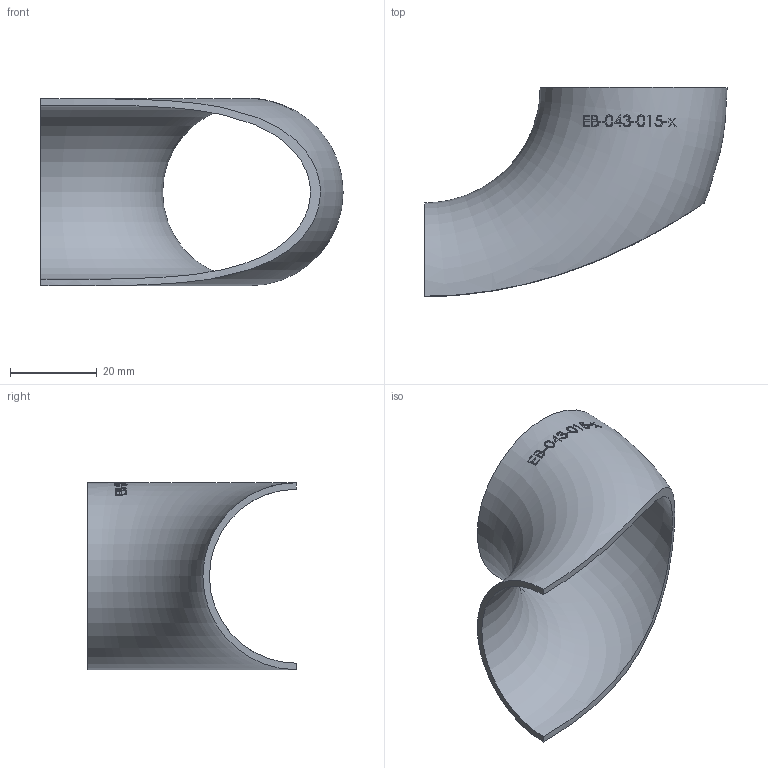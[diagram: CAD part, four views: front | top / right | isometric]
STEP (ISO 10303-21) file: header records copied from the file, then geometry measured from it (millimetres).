
FILE_DESCRIPTION (( 'STEP AP214' ), '1' );
FILE_NAME ('EB-043-015-x Einschweissbogen 1904.STEP', '2019-04-04T11:31:26', ( '' ), ( '' ), 'SwSTEP 2.0', 'SolidWorks 2016', '' );
FILE_SCHEMA (( 'AUTOMOTIVE_DESIGN' ));
Length unit declared in the file: millimetre
Products named in the file (1): EB-043-015-x Einschweissbogen 1904
Bounding box: 69.5 x 48 x 43.1 mm (x, y, z)
Volume: 9125.6 mm3; surface area: 12713 mm2
Topology: 1 solids, 1 shells, 145 faces, 388 edges, 261 vertices
Faces by surface type: plane 76, bspline 50, torus 19
Entity records: 9180 total; most frequent: CARTESIAN_POINT 4703, ORIENTED_EDGE 768, EDGE_CURVE 384, DIRECTION 325, VERTEX_POINT 259, B_SPLINE_CURVE_WITH_KNOTS 255, EDGE_LOOP 165, FACE_OUTER_BOUND 147
